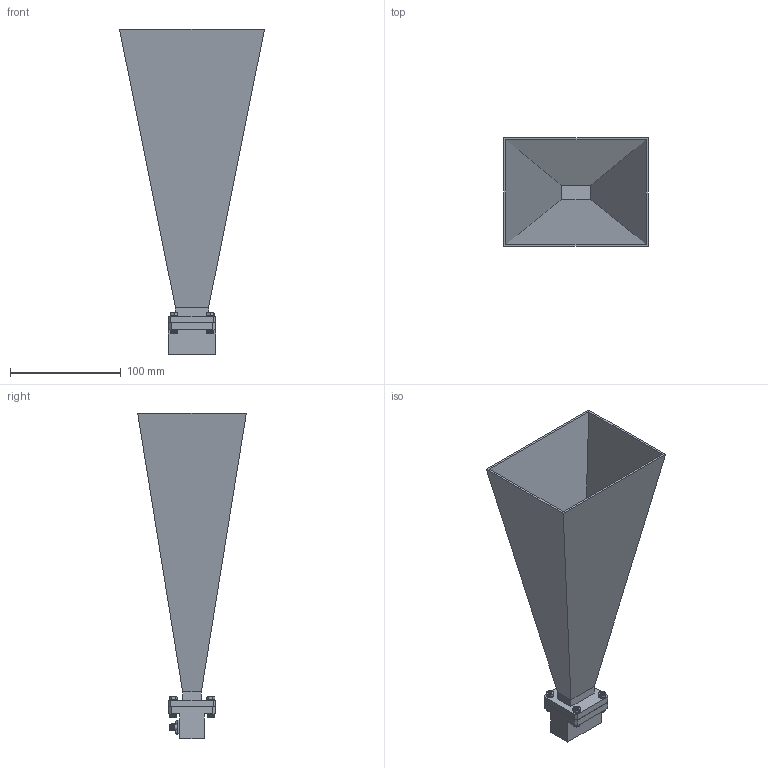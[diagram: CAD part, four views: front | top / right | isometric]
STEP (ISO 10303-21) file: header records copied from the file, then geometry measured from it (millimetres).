
FILE_DESCRIPTION (( 'STEP AP214' ), '1' );
FILE_NAME ('FMWAN102-20SF_3D.STEP', '2022-02-03T15:36:46', ( '' ), ( '' ), 'SwSTEP 2.0', 'SolidWorks 2021', '' );
FILE_SCHEMA (( 'AUTOMOTIVE_DESIGN' ));
Length unit declared in the file: inch
Products named in the file (6): FMWAN102-20SF_3D; PEWAN102-20; 6-32HN-NARROW_90730A007; 6-LW; PE9805; 6-32SH-HXx.625_92196A150
Assembly tree (14 placements, depth 2):
  FMWAN102-20SF_3D
    6-32HN-NARROW_90730A007  x4
    6-32SH-HXx.625_92196A150  x4
    6-LW  x4
    PE9805
    PEWAN102-20
Bounding box: 130.78 x 98.05 x 293.7 mm (x, y, z)
Volume: 187334 mm3; surface area: 155593.2 mm2
Topology: 14 solids, 19 shells, 1552 faces, 3816 edges, 2317 vertices
Faces by surface type: plane 692, cylinder 426, cone 404, bspline 20, torus 10
Entity records: 19348 total; most frequent: CARTESIAN_POINT 6965, ORIENTED_EDGE 2726, DIRECTION 2252, EDGE_CURVE 1363, AXIS2_PLACEMENT_3D 841, VERTEX_POINT 838, EDGE_LOOP 587, VECTOR 570
